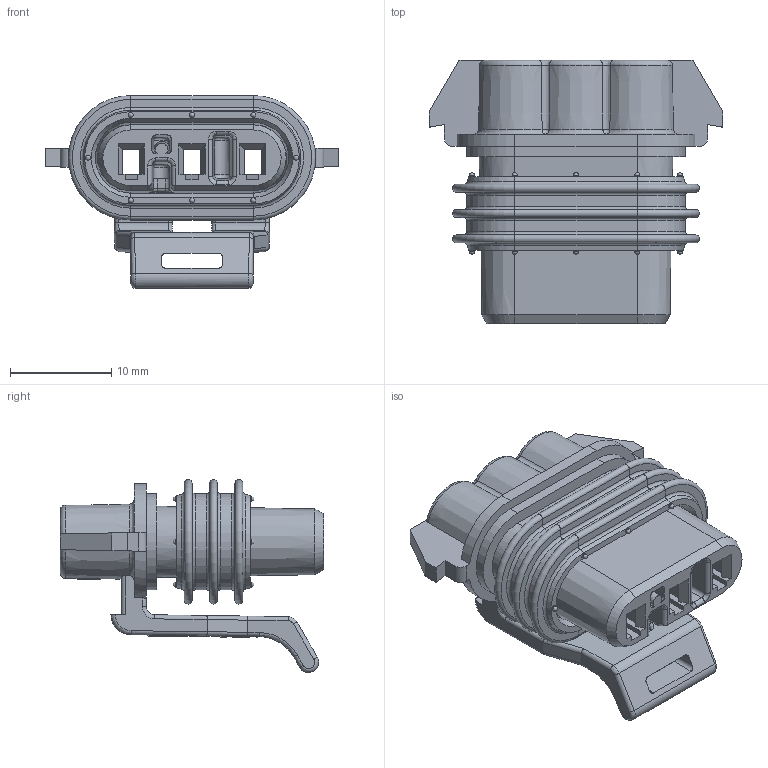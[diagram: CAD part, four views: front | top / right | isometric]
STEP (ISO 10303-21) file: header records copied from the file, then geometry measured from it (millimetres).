
FILE_DESCRIPTION(/* description */ (''),/* implementation_level */ '2;1');
FILE_NAME(/* name */ '12129946_01AE-CONN.stp',/* time_stamp */ '2023-06-16T14:04:43+08:00',/* author */ (''),/* organization */ (''),/* preprocessor_version */ 'ST-DEVELOPER v16',/* originating_system */ 'SIEMENS PLM Software NX 11.0',/* authorisation */ '');
FILE_SCHEMA (('AUTOMOTIVE_DESIGN { 1 0 10303 214 3 1 1 1 }'));
Length unit declared in the file: millimetre
Products named in the file (4): 12129945-OPT00_02AD-CONN_91573ID; 12052842-DEF00_03-SEAL; 12129945_02AD-CONN_PART; 12129946_01AE-CONN
Assembly tree (3 placements, depth 3):
  12129946_01AE-CONN
    12052842-DEF00_03-SEAL
    12129945_02AD-CONN_PART
      12129945-OPT00_02AD-CONN_91573ID
Bounding box: 29 x 26 x 19.04 mm (x, y, z)
Volume: 3198.3 mm3; surface area: 5016.5 mm2
Topology: 2 solids, 2 shells, 631 faces, 1622 edges, 1004 vertices
Faces by surface type: plane 371, cylinder 132, bspline 40, cone 37, torus 33, sphere 18
Full cylindrical faces by diameter (mm): 0.5 x16, 5.2 x3
Entity records: 20693 total; most frequent: CARTESIAN_POINT 4335, DIRECTION 3132, ORIENTED_EDGE 3098, EDGE_CURVE 1549, AXIS2_PLACEMENT_3D 1061, LINE 1010, VECTOR 1010, VERTEX_POINT 985
